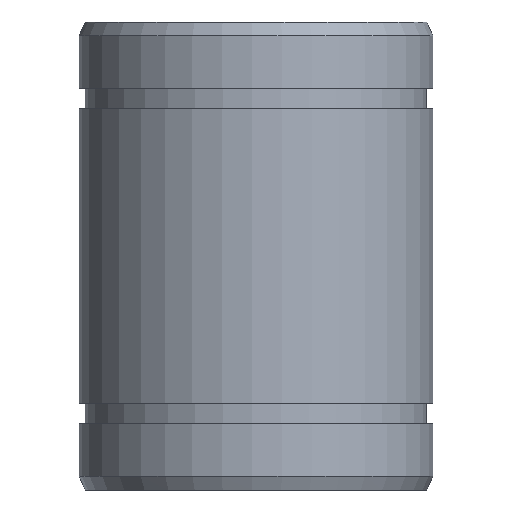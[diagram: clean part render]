
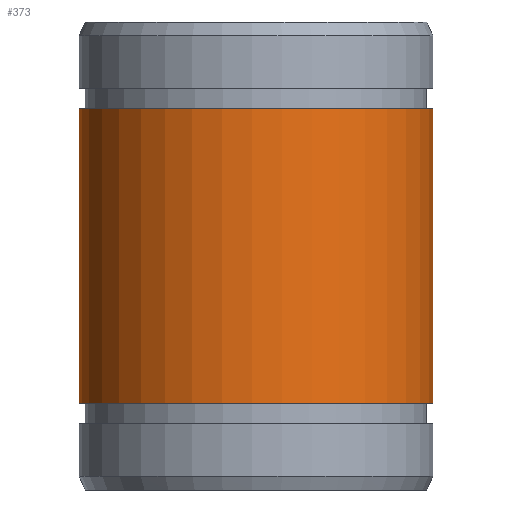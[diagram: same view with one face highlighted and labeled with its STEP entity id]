
A CAD part, front view. The second image highlights one B-rep face of the part: STEP entity #373.
In plain terms, the highlighted cylindrical face has radius 14 mm (diameter 28 mm), a partial arc.
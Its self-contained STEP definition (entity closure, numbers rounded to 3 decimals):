
#42=LINE('',#593,#62);
#43=LINE('',#597,#63);
#62=VECTOR('',#470,1000.);
#63=VECTOR('',#473,1000.);
#82=ORIENTED_EDGE('',*,*,#178,.F.);
#83=ORIENTED_EDGE('',*,*,#179,.F.);
#84=ORIENTED_EDGE('',*,*,#180,.T.);
#85=ORIENTED_EDGE('',*,*,#181,.T.);
#178=EDGE_CURVE('',#226,#227,#260,.T.);
#179=EDGE_CURVE('',#228,#226,#42,.T.);
#180=EDGE_CURVE('',#228,#229,#261,.T.);
#181=EDGE_CURVE('',#229,#227,#43,.T.);
#226=VERTEX_POINT('',#591);
#227=VERTEX_POINT('',#592);
#228=VERTEX_POINT('',#594);
#229=VERTEX_POINT('',#596);
#260=CIRCLE('',#414,14.);
#261=CIRCLE('',#415,14.);
#284=EDGE_LOOP('',(#82,#83,#84,#85));
#324=FACE_BOUND('',#284,.T.);
#364=CYLINDRICAL_SURFACE('',#413,14.);
#373=ADVANCED_FACE('',(#324),#364,.T.);
#413=AXIS2_PLACEMENT_3D('',#589,#466,#467);
#414=AXIS2_PLACEMENT_3D('',#590,#468,#469);
#415=AXIS2_PLACEMENT_3D('',#595,#471,#472);
#466=DIRECTION('',(0.,0.,-1.));
#467=DIRECTION('',(-1.,0.,0.));
#468=DIRECTION('',(0.,0.,-1.));
#469=DIRECTION('',(-1.,0.,0.));
#470=DIRECTION('',(0.,0.,-1.));
#471=DIRECTION('',(0.,0.,-1.));
#472=DIRECTION('',(-1.,0.,0.));
#473=DIRECTION('',(0.,0.,-1.));
#589=CARTESIAN_POINT('',(0.,0.,-100.));
#590=CARTESIAN_POINT('',(0.,0.,-11.65));
#591=CARTESIAN_POINT('',(13.899,1.678,-11.65));
#592=CARTESIAN_POINT('',(13.64,3.155,-11.65));
#593=CARTESIAN_POINT('',(13.899,1.678,18.5));
#594=CARTESIAN_POINT('',(13.899,1.678,11.65));
#595=CARTESIAN_POINT('',(0.,0.,11.65));
#596=CARTESIAN_POINT('',(13.64,3.155,11.65));
#597=CARTESIAN_POINT('',(13.64,3.155,18.5));
